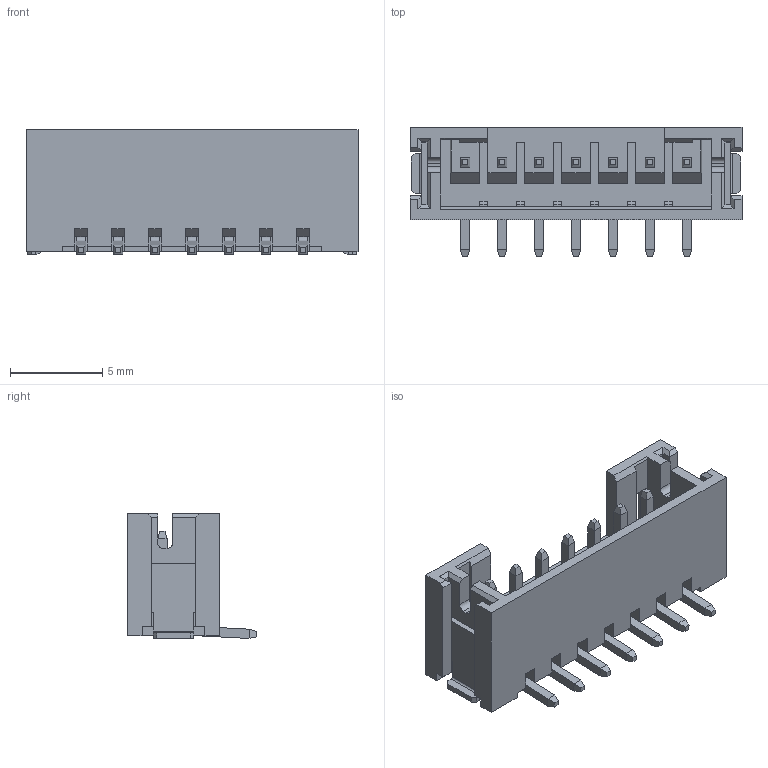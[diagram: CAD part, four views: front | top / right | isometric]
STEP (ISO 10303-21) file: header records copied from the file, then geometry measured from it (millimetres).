
FILE_DESCRIPTION(('FreeCAD Model'),'2;1');
FILE_NAME('Open CASCADE Shape Model','2025-11-30T20:09:24',(''),(''), 'Open CASCADE STEP processor 7.8','FreeCAD','Unknown');
FILE_SCHEMA(('AUTOMOTIVE_DESIGN { 1 0 10303 214 1 1 1 1 }'));
Length unit declared in the file: millimetre
Products named in the file (5): Assembly; B7B-PH-SM4-TB; BxB-PH-SM4 body_7; BxB-PH-SM4 tab; BxB-PH-SM4 pin
Assembly tree (11 placements, depth 3):
  Assembly
    B7B-PH-SM4-TB
      BxB-PH-SM4 body_7
      BxB-PH-SM4 tab  x2
      BxB-PH-SM4 pin  x7
Bounding box: 17.95 x 7 x 6.75 mm (x, y, z)
Volume: 279.5 mm3; surface area: 920.6 mm2
Topology: 10 solids, 10 shells, 421 faces, 1075 edges, 670 vertices
Faces by surface type: plane 399, cylinder 22
Entity records: 8822 total; most frequent: CARTESIAN_POINT 1532, ORIENTED_EDGE 1518, DIRECTION 1333, EDGE_CURVE 759, LINE 743, VECTOR 743, VERTEX_POINT 494, AXIS2_PLACEMENT_3D 295
